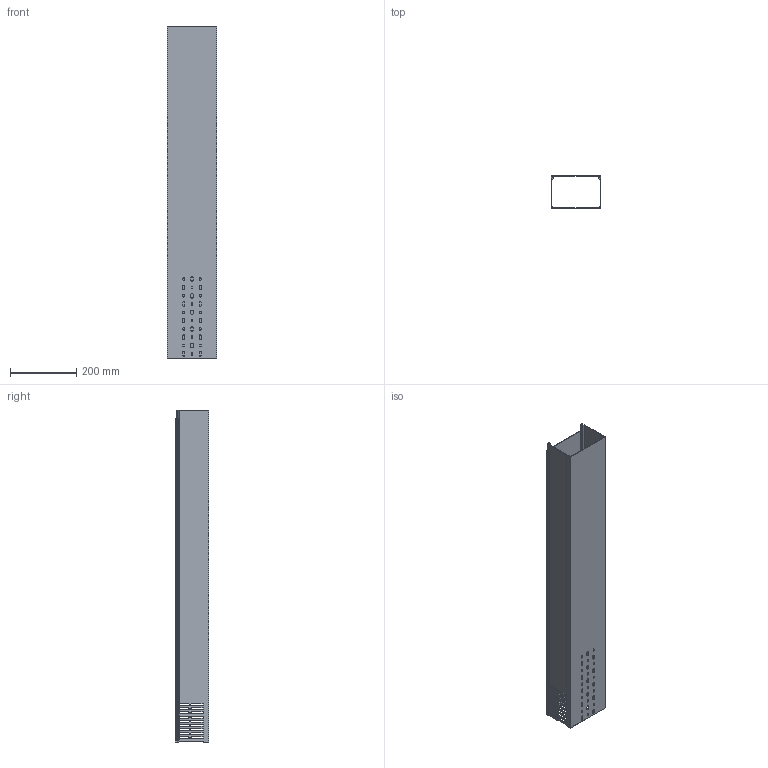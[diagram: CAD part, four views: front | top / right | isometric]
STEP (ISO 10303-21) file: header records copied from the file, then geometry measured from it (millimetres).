
FILE_DESCRIPTION (( 'STEP AP214' ), '1' );
FILE_NAME ('6132653_KSTP1.stp', '2025-10-28T13:49:23', ( '' ), ( '' ), 'SwSTEP 2.0', 'SolidWorks 2024', '' );
FILE_SCHEMA (( 'AUTOMOTIVE_DESIGN' ));
Length unit declared in the file: millimetre
Products named in the file (3): 242672; 6132653_KSTP1; 242673
Assembly tree (2 placements, depth 2):
  6132653_KSTP1
    242673
    242672
Bounding box: 150 x 100.1 x 1000 mm (x, y, z)
Volume: 976155.3 mm3; surface area: 1051923.8 mm2
Topology: 2 solids, 2 shells, 936 faces, 2796 edges, 1864 vertices
Faces by surface type: cylinder 530, plane 406
Entity records: 32345 total; most frequent: CARTESIAN_POINT 7615, ORIENTED_EDGE 5592, DIRECTION 4822, EDGE_CURVE 2796, VERTEX_POINT 1864, LINE 1660, VECTOR 1660, AXIS2_PLACEMENT_3D 1581
